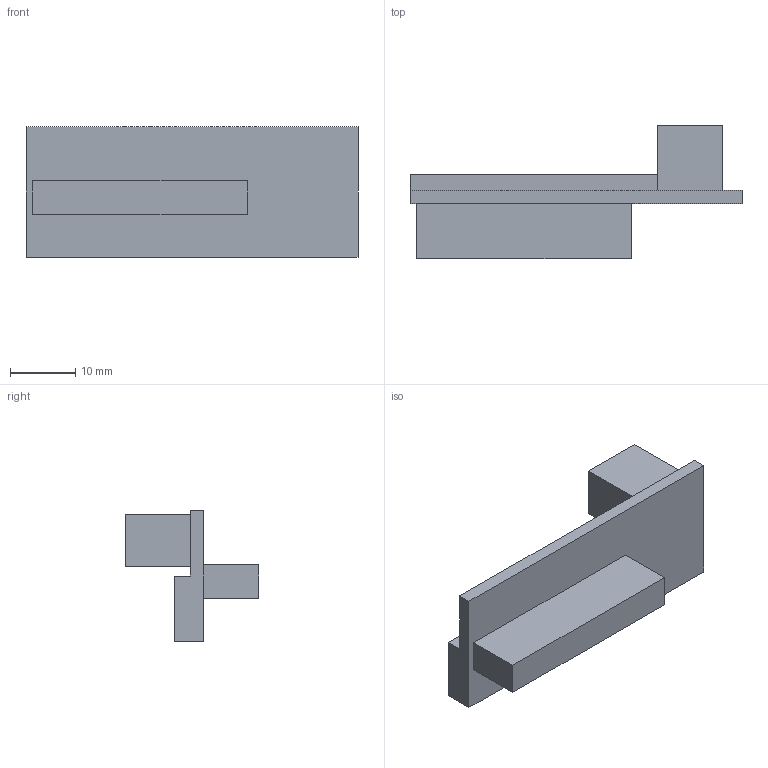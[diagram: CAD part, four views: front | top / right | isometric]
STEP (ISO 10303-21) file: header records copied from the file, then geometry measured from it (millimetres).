
FILE_DESCRIPTION (( 'STEP AP203' ), '1' );
FILE_NAME ('Relay PCB.STEP', '2022-01-19T01:00:36', ( '' ), ( '' ), 'SwSTEP 2.0', 'SolidWorks 2021', '' );
FILE_SCHEMA (( 'CONFIG_CONTROL_DESIGN' ));
Length unit declared in the file: millimetre
Products named in the file (1): Relay PCB
Bounding box: 51 x 20.5 x 20 mm (x, y, z)
Volume: 5270.6 mm3; surface area: 3581.7 mm2
Topology: 1 solids, 1 shells, 19 faces, 45 edges, 30 vertices
Faces by surface type: plane 19
Entity records: 616 total; most frequent: CARTESIAN_POINT 95, ORIENTED_EDGE 90, DIRECTION 85, VECTOR 45, EDGE_CURVE 45, LINE 45, VERTEX_POINT 30, EDGE_LOOP 21
